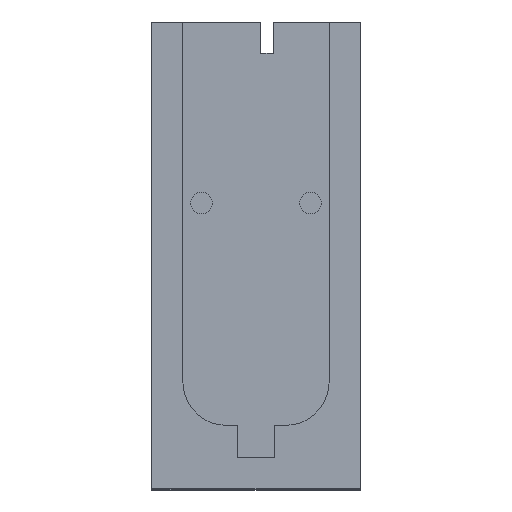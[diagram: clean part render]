
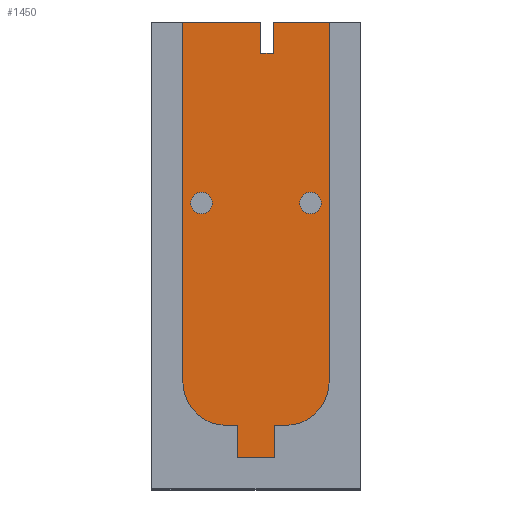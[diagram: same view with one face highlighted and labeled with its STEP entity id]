
A CAD part, top view. The second image highlights one B-rep face of the part: STEP entity #1450.
In plain terms, the highlighted planar face has unit normal (0, 0, 1).
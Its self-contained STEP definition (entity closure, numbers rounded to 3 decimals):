
#25=FACE_BOUND('',#235,.T.);
#26=FACE_BOUND('',#236,.T.);
#55=CIRCLE('',#1557,1.75);
#57=CIRCLE('',#1561,1.75);
#146=FACE_OUTER_BOUND('',#234,.T.);
#234=EDGE_LOOP('',(#1301,#1302,#1303,#1304,#1305,#1306,#1307,#1308));
#235=EDGE_LOOP('',(#1309));
#236=EDGE_LOOP('',(#1310));
#371=LINE('',#2263,#545);
#373=LINE('',#2268,#547);
#380=LINE('',#2282,#554);
#381=LINE('',#2285,#555);
#397=LINE('',#2315,#571);
#406=LINE('',#2342,#580);
#408=LINE('',#2346,#582);
#410=LINE('',#2349,#584);
#545=VECTOR('',#1860,10.);
#547=VECTOR('',#1864,10.);
#554=VECTOR('',#1873,10.);
#555=VECTOR('',#1876,10.);
#571=VECTOR('',#1902,10.);
#580=VECTOR('',#1933,10.);
#582=VECTOR('',#1937,10.);
#584=VECTOR('',#1941,10.);
#687=VERTEX_POINT('',#2256);
#690=VERTEX_POINT('',#2261);
#692=VERTEX_POINT('',#2266);
#694=VERTEX_POINT('',#2272);
#698=VERTEX_POINT('',#2280);
#699=VERTEX_POINT('',#2284);
#711=VERTEX_POINT('',#2327);
#713=VERTEX_POINT('',#2334);
#715=VERTEX_POINT('',#2341);
#716=VERTEX_POINT('',#2345);
#871=EDGE_CURVE('',#690,#687,#371,.T.);
#873=EDGE_CURVE('',#692,#690,#373,.T.);
#880=EDGE_CURVE('',#694,#698,#380,.T.);
#881=EDGE_CURVE('',#699,#687,#381,.T.);
#897=EDGE_CURVE('',#694,#692,#397,.T.);
#904=EDGE_CURVE('',#711,#711,#55,.T.);
#907=EDGE_CURVE('',#713,#713,#57,.T.);
#910=EDGE_CURVE('',#715,#698,#406,.T.);
#912=EDGE_CURVE('',#716,#699,#408,.T.);
#914=EDGE_CURVE('',#715,#716,#410,.T.);
#1301=ORIENTED_EDGE('',*,*,#871,.F.);
#1302=ORIENTED_EDGE('',*,*,#873,.F.);
#1303=ORIENTED_EDGE('',*,*,#897,.F.);
#1304=ORIENTED_EDGE('',*,*,#880,.T.);
#1305=ORIENTED_EDGE('',*,*,#910,.F.);
#1306=ORIENTED_EDGE('',*,*,#914,.T.);
#1307=ORIENTED_EDGE('',*,*,#912,.T.);
#1308=ORIENTED_EDGE('',*,*,#881,.T.);
#1309=ORIENTED_EDGE('',*,*,#904,.F.);
#1310=ORIENTED_EDGE('',*,*,#907,.F.);
#1374=PLANE('',#1567);
#1450=ADVANCED_FACE('',(#146,#25,#26),#1374,.T.);
#1557=AXIS2_PLACEMENT_3D('',#2328,#1915,#1916);
#1561=AXIS2_PLACEMENT_3D('',#2335,#1924,#1925);
#1567=AXIS2_PLACEMENT_3D('',#2350,#1942,#1943);
#1860=DIRECTION('',(0.,1.,0.));
#1864=DIRECTION('',(1.,0.,0.));
#1873=DIRECTION('',(-1.,0.,0.));
#1876=DIRECTION('',(-1.,0.,0.));
#1902=DIRECTION('',(0.,-1.,0.));
#1915=DIRECTION('center_axis',(0.,0.,1.));
#1916=DIRECTION('ref_axis',(-1.,0.,0.));
#1924=DIRECTION('center_axis',(0.,0.,1.));
#1925=DIRECTION('ref_axis',(-1.,0.,0.));
#1933=DIRECTION('',(0.,1.,0.));
#1937=DIRECTION('',(0.,1.,0.));
#1941=DIRECTION('',(1.,0.,0.));
#1942=DIRECTION('center_axis',(0.,0.,1.));
#1943=DIRECTION('ref_axis',(1.,0.,0.));
#2256=CARTESIAN_POINT('',(14.04,64.4,95.));
#2261=CARTESIAN_POINT('',(14.04,59.4,95.));
#2263=CARTESIAN_POINT('',(14.04,45.625,95.));
#2266=CARTESIAN_POINT('',(12.04,59.4,95.));
#2268=CARTESIAN_POINT('',(12.155,59.4,95.));
#2272=CARTESIAN_POINT('',(12.04,64.4,95.));
#2280=CARTESIAN_POINT('',(-5.5,64.4,95.));
#2282=CARTESIAN_POINT('',(28.04,64.4,95.));
#2284=CARTESIAN_POINT('',(28.04,64.4,95.));
#2285=CARTESIAN_POINT('',(28.04,64.4,95.));
#2315=CARTESIAN_POINT('',(12.04,45.625,95.));
#2327=CARTESIAN_POINT('',(21.79,35.3,95.));
#2328=CARTESIAN_POINT('Origin',(20.04,35.3,95.));
#2334=CARTESIAN_POINT('',(4.25,35.3,95.));
#2335=CARTESIAN_POINT('Origin',(2.5,35.3,95.));
#2341=CARTESIAN_POINT('',(-5.5,-10.7,95.));
#2342=CARTESIAN_POINT('',(-5.5,-10.7,95.));
#2345=CARTESIAN_POINT('',(28.04,-10.7,95.));
#2346=CARTESIAN_POINT('',(28.04,-10.7,95.));
#2349=CARTESIAN_POINT('',(-5.5,-10.7,95.));
#2350=CARTESIAN_POINT('Origin',(11.27,26.85,95.));
